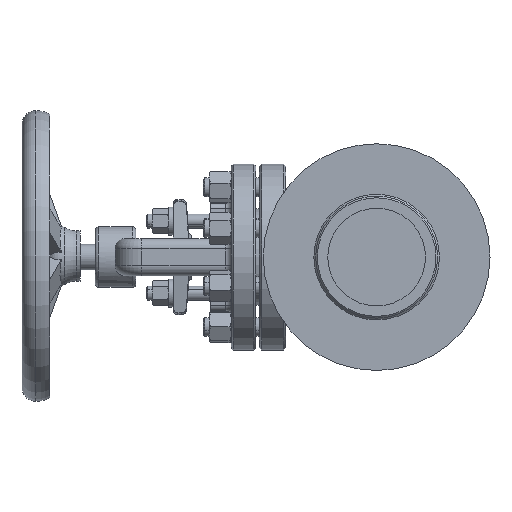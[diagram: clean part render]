
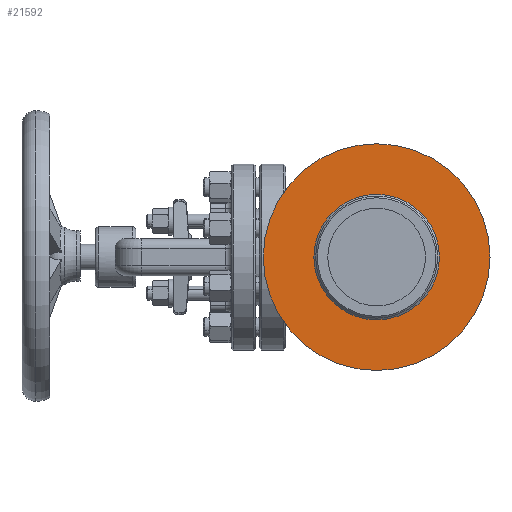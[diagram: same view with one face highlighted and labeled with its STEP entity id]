
A CAD part, left-side view. The second image highlights one B-rep face of the part: STEP entity #21592.
In plain terms, the highlighted planar face has unit normal (-1, 0, 0).
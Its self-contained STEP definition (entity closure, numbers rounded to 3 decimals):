
#668 = AXIS2_PLACEMENT_3D ( 'NONE', #20026, #6420, #22305 ) ;
#1087 = CIRCLE ( 'NONE', #20443, 54. ) ;
#1329 = DIRECTION ( 'NONE',  ( 0., 0., 1. ) ) ;
#1867 = CARTESIAN_POINT ( 'NONE',  ( -147., -6.248, -97.5 ) ) ;
#2221 = AXIS2_PLACEMENT_3D ( 'NONE', #28511, #15009, #1329 ) ;
#4098 = CARTESIAN_POINT ( 'NONE',  ( -147., -6.248, 54. ) ) ;
#4250 = CIRCLE ( 'NONE', #668, 54. ) ;
#4375 = VERTEX_POINT ( 'NONE', #4098 ) ;
#4694 = DIRECTION ( 'NONE',  ( -1., 0., 0. ) ) ;
#5092 = AXIS2_PLACEMENT_3D ( 'NONE', #6904, #7004, #6967 ) ;
#5699 = CIRCLE ( 'NONE', #2221, 97.5 ) ;
#6331 = EDGE_LOOP ( 'NONE', ( #26734, #6768 ) ) ;
#6420 = DIRECTION ( 'NONE',  ( -1., 0., 0. ) ) ;
#6768 = ORIENTED_EDGE ( 'NONE', *, *, #19751, .F. ) ;
#6904 = CARTESIAN_POINT ( 'NONE',  ( -147., -6.248, 0. ) ) ;
#6967 = DIRECTION ( 'NONE',  ( 0., 0., 1. ) ) ;
#7004 = DIRECTION ( 'NONE',  ( -1., 0., 0. ) ) ;
#8522 = EDGE_CURVE ( 'NONE', #23110, #28630, #25641, .T. ) ;
#8774 = CARTESIAN_POINT ( 'NONE',  ( -147., 47.752, 0. ) ) ;
#9750 = EDGE_LOOP ( 'NONE', ( #22540, #10005 ) ) ;
#10005 = ORIENTED_EDGE ( 'NONE', *, *, #19648, .T. ) ;
#11095 = DIRECTION ( 'NONE',  ( 0., 0., 1. ) ) ;
#11697 = AXIS2_PLACEMENT_3D ( 'NONE', #8774, #24619, #11095 ) ;
#15009 = DIRECTION ( 'NONE',  ( -1., 0., 0. ) ) ;
#18262 = CARTESIAN_POINT ( 'NONE',  ( -147., -6.248, -54. ) ) ;
#18349 = CARTESIAN_POINT ( 'NONE',  ( -147., -6.248, 0. ) ) ;
#19086 = CARTESIAN_POINT ( 'NONE',  ( -147., -6.248, 97.5 ) ) ;
#19648 = EDGE_CURVE ( 'NONE', #28630, #23110, #5699, .T. ) ;
#19751 = EDGE_CURVE ( 'NONE', #4375, #24090, #4250, .T. ) ;
#20026 = CARTESIAN_POINT ( 'NONE',  ( -147., -6.248, 0. ) ) ;
#20443 = AXIS2_PLACEMENT_3D ( 'NONE', #18349, #4694, #20618 ) ;
#20618 = DIRECTION ( 'NONE',  ( 0., 0., 1. ) ) ;
#21592 = ADVANCED_FACE ( 'NONE', ( #27852, #28545 ), #24518, .T. ) ;
#22305 = DIRECTION ( 'NONE',  ( 0., 0., 1. ) ) ;
#22540 = ORIENTED_EDGE ( 'NONE', *, *, #8522, .T. ) ;
#23110 = VERTEX_POINT ( 'NONE', #19086 ) ;
#24090 = VERTEX_POINT ( 'NONE', #18262 ) ;
#24518 = PLANE ( 'NONE',  #11697 ) ;
#24619 = DIRECTION ( 'NONE',  ( -1., 0., 0. ) ) ;
#25641 = CIRCLE ( 'NONE', #5092, 97.5 ) ;
#26734 = ORIENTED_EDGE ( 'NONE', *, *, #28323, .F. ) ;
#27852 = FACE_BOUND ( 'NONE', #6331, .T. ) ;
#28323 = EDGE_CURVE ( 'NONE', #24090, #4375, #1087, .T. ) ;
#28511 = CARTESIAN_POINT ( 'NONE',  ( -147., -6.248, 0. ) ) ;
#28545 = FACE_OUTER_BOUND ( 'NONE', #9750, .T. ) ;
#28630 = VERTEX_POINT ( 'NONE', #1867 ) ;
